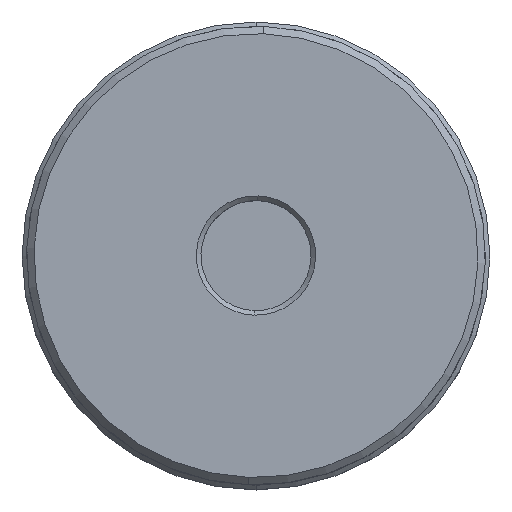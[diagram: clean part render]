
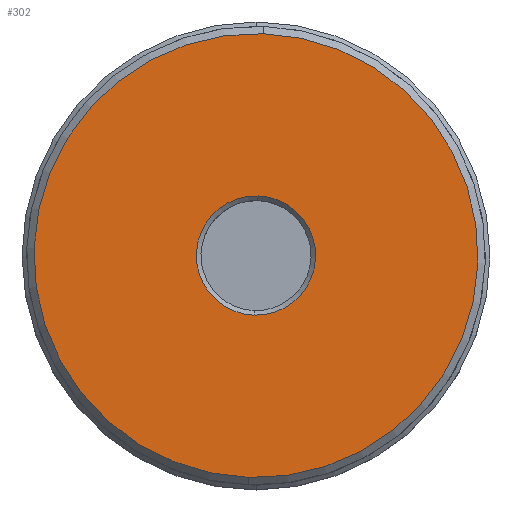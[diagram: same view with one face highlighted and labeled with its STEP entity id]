
A CAD part, top view. The second image highlights one B-rep face of the part: STEP entity #302.
In plain terms, the highlighted planar face has unit normal (0, 0, 1).
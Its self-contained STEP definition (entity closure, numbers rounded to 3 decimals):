
#11 = CIRCLE ( 'NONE', #197, 24.2 ) ;
#21 = CARTESIAN_POINT ( 'NONE',  ( 0., 6.5, 39.804 ) ) ;
#184 = EDGE_CURVE ( 'NONE', #450, #745, #1287, .T. ) ;
#197 = AXIS2_PLACEMENT_3D ( 'NONE', #445, #848, #733 ) ;
#233 = EDGE_CURVE ( 'NONE', #1008, #1301, #573, .T. ) ;
#241 = CARTESIAN_POINT ( 'NONE',  ( 0., -6.5, 39.804 ) ) ;
#271 = DIRECTION ( 'NONE',  ( 0., 0., 1. ) ) ;
#285 = CARTESIAN_POINT ( 'NONE',  ( 0., 24.2, 39.804 ) ) ;
#302 = ADVANCED_FACE ( 'NONE', ( #815, #1250 ), #1158, .T. ) ;
#392 = ORIENTED_EDGE ( 'NONE', *, *, #1108, .T. ) ;
#398 = AXIS2_PLACEMENT_3D ( 'NONE', #285, #271, #491 ) ;
#445 = CARTESIAN_POINT ( 'NONE',  ( 0., 0., 39.804 ) ) ;
#450 = VERTEX_POINT ( 'NONE', #21 ) ;
#491 = DIRECTION ( 'NONE',  ( 0., -1., 0. ) ) ;
#498 = DIRECTION ( 'NONE',  ( 0., -1., 0. ) ) ;
#531 = CARTESIAN_POINT ( 'NONE',  ( 0., -24.2, 39.804 ) ) ;
#554 = DIRECTION ( 'NONE',  ( 0., -1., 0. ) ) ;
#573 = CIRCLE ( 'NONE', #1243, 24.2 ) ;
#583 = ORIENTED_EDGE ( 'NONE', *, *, #233, .F. ) ;
#640 = ORIENTED_EDGE ( 'NONE', *, *, #184, .T. ) ;
#643 = EDGE_CURVE ( 'NONE', #1301, #1008, #11, .T. ) ;
#659 = EDGE_LOOP ( 'NONE', ( #583, #783 ) ) ;
#704 = DIRECTION ( 'NONE',  ( 0., 0., -1. ) ) ;
#724 = CARTESIAN_POINT ( 'NONE',  ( 0., 24.2, 39.804 ) ) ;
#730 = EDGE_LOOP ( 'NONE', ( #392, #640 ) ) ;
#733 = DIRECTION ( 'NONE',  ( 0., 1., 0. ) ) ;
#745 = VERTEX_POINT ( 'NONE', #241 ) ;
#783 = ORIENTED_EDGE ( 'NONE', *, *, #643, .F. ) ;
#805 = AXIS2_PLACEMENT_3D ( 'NONE', #907, #1332, #554 ) ;
#809 = AXIS2_PLACEMENT_3D ( 'NONE', #1300, #871, #498 ) ;
#815 = FACE_BOUND ( 'NONE', #730, .T. ) ;
#848 = DIRECTION ( 'NONE',  ( 0., 0., -1. ) ) ;
#871 = DIRECTION ( 'NONE',  ( 0., 0., -1. ) ) ;
#907 = CARTESIAN_POINT ( 'NONE',  ( 0., 0., 39.804 ) ) ;
#963 = CIRCLE ( 'NONE', #805, 6.5 ) ;
#1008 = VERTEX_POINT ( 'NONE', #724 ) ;
#1018 = DIRECTION ( 'NONE',  ( 0., 1., 0. ) ) ;
#1108 = EDGE_CURVE ( 'NONE', #745, #450, #963, .T. ) ;
#1128 = CARTESIAN_POINT ( 'NONE',  ( 0., 0., 39.804 ) ) ;
#1158 = PLANE ( 'NONE',  #398 ) ;
#1243 = AXIS2_PLACEMENT_3D ( 'NONE', #1128, #704, #1018 ) ;
#1250 = FACE_OUTER_BOUND ( 'NONE', #659, .T. ) ;
#1287 = CIRCLE ( 'NONE', #809, 6.5 ) ;
#1300 = CARTESIAN_POINT ( 'NONE',  ( 0., 0., 39.804 ) ) ;
#1301 = VERTEX_POINT ( 'NONE', #531 ) ;
#1332 = DIRECTION ( 'NONE',  ( 0., 0., -1. ) ) ;
